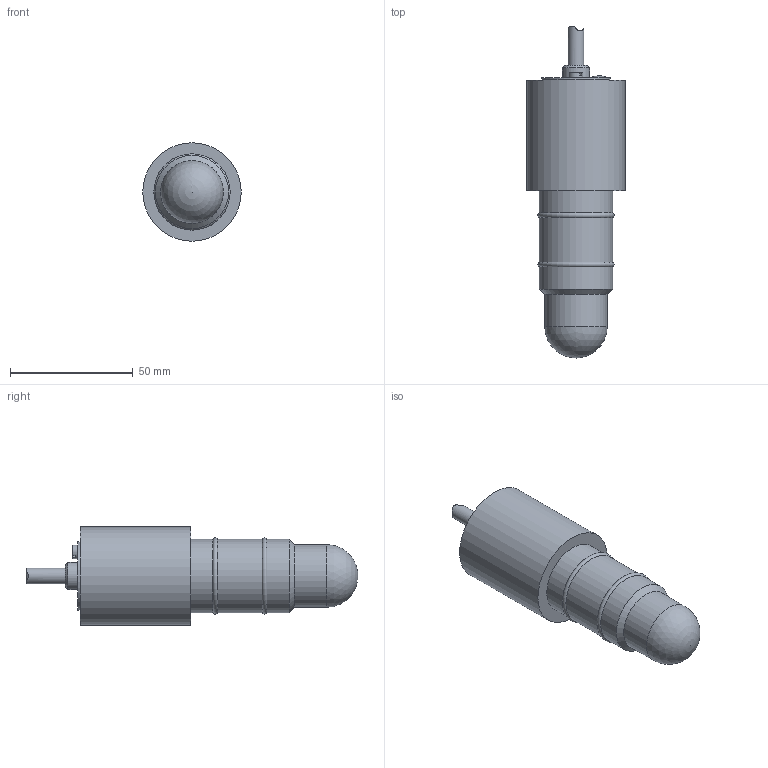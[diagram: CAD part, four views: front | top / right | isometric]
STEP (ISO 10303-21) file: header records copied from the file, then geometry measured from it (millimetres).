
FILE_DESCRIPTION(/* description */ (''),/* implementation_level */ '2;1');
FILE_NAME(/* name */ 'KA0636_Shrinkwrap_1.stp',/* time_stamp */ '2021-08-31T16:30:34+02:00',/* author */ ('Krieger Anja'),/* organization */ (''),/* preprocessor_version */ 'ST-DEVELOPER v18.1',/* originating_system */ 'Autodesk Inventor 2021',/* authorisation */ '');
FILE_SCHEMA (('AUTOMOTIVE_DESIGN { 1 0 10303 214 3 1 1 }'));
Length unit declared in the file: millimetre
Products named in the file (1): KA0636_Shrinkwrap_1
Bounding box: 40 x 134.98 x 40 mm (x, y, z)
Volume: 64682.5 mm3; surface area: 24992.9 mm2
Topology: 4 solids, 4 shells, 75 faces, 147 edges, 97 vertices
Faces by surface type: cylinder 29, plane 28, torus 10, cone 5, sphere 2, bspline 1
Full cylindrical faces by diameter (mm): 3 x2, 5.1 x1, 5.5 x1, 5.85 x2, 6 x1, 6.4 x2, 7.2 x1, 11 x1, 18.2 x1, 25.5 x1, 26 x2, 26.2 x3, 27 x4, 27.8 x1, 29.75 x3, 40 x1
Entity records: 2199 total; most frequent: CARTESIAN_POINT 403, DIRECTION 389, ORIENTED_EDGE 288, AXIS2_PLACEMENT_3D 174, EDGE_CURVE 144, EDGE_LOOP 99, CIRCLE 99, VERTEX_POINT 97
